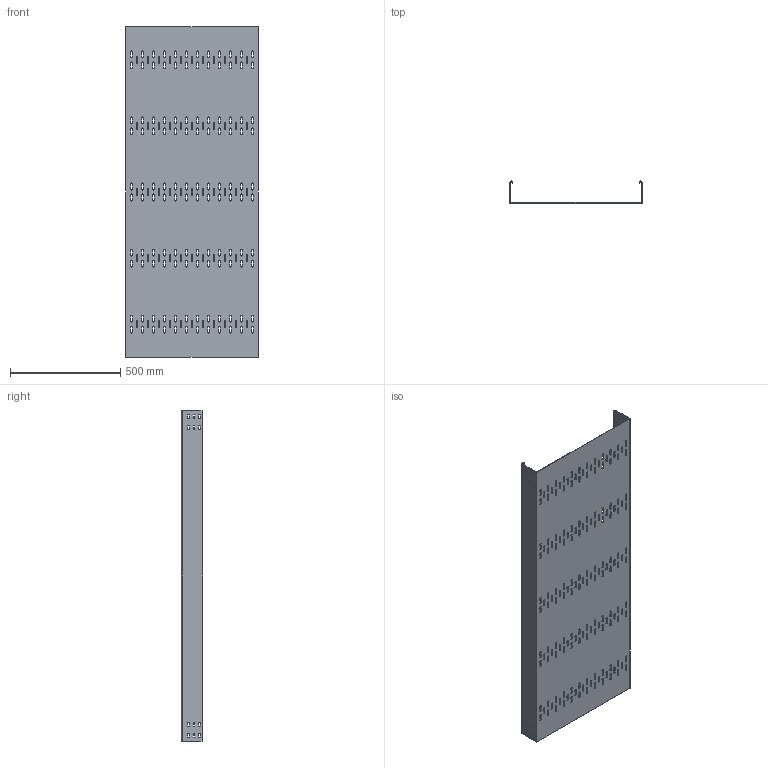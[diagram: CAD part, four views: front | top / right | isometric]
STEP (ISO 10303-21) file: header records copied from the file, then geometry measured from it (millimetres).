
FILE_DESCRIPTION (( 'STEP AP214' ), '1' );
FILE_NAME ('6061980.STEP', '2019-11-27T08:14:19', ( '' ), ( '' ), 'SwSTEP 2.0', 'SolidWorks 2018', '' );
FILE_SCHEMA (( 'AUTOMOTIVE_DESIGN' ));
Length unit declared in the file: millimetre
Products named in the file (1): 6061980
Bounding box: 600 x 98 x 1500 mm (x, y, z)
Volume: 2371312.9 mm3; surface area: 2408083.1 mm2
Topology: 1 solids, 1 shells, 1005 faces, 2993 edges, 1990 vertices
Faces by surface type: cylinder 577, plane 428
Entity records: 35095 total; most frequent: DIRECTION 6159, CARTESIAN_POINT 5989, ORIENTED_EDGE 5986, EDGE_CURVE 2993, AXIS2_PLACEMENT_3D 2160, VERTEX_POINT 1990, LINE 1839, VECTOR 1839
